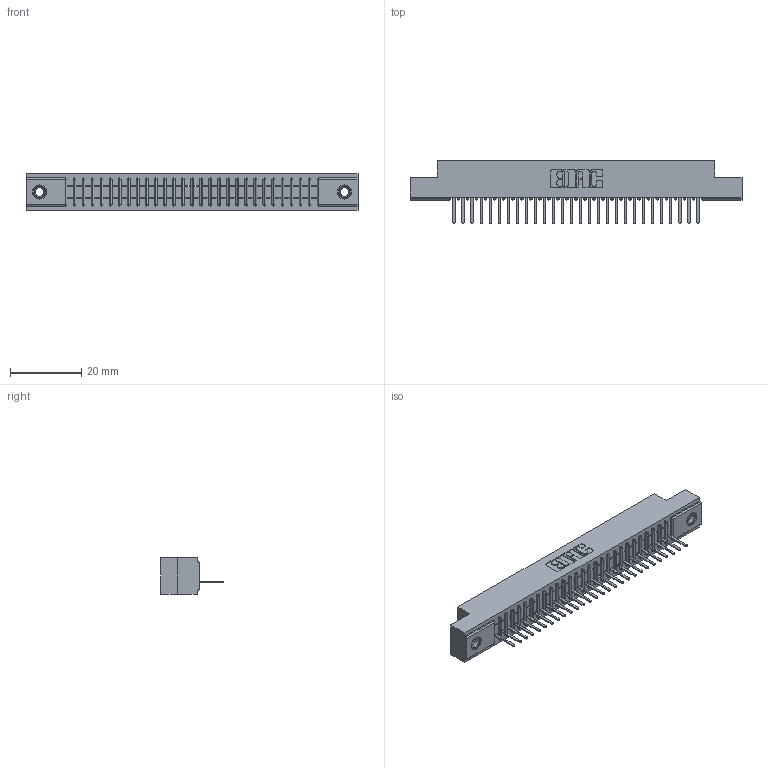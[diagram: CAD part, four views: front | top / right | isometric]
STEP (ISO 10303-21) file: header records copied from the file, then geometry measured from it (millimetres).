
FILE_DESCRIPTION (( 'STEP AP203' ), '1' );
FILE_NAME ('391-028-521-107.STEP', '2018-08-08T20:51:08', ( '' ), ( '' ), 'SwSTEP 2.0', 'SolidWorks 2016', '' );
FILE_SCHEMA (( 'CONFIG_CONTROL_DESIGN' ));
Length unit declared in the file: inch
Products named in the file (4): 341-292-001_341-292-121; 345-250-001_345-250-005-103; 391-028-521-107; 341 Part_.156 (3.96) Dia Mounting Holes
Assembly tree (31 placements, depth 2):
  391-028-521-107
    341 Part_.156 (3.96) Dia Mounting Holes
    341-292-001_341-292-121  x28
    345-250-001_345-250-005-103  x2
Bounding box: 93.34 x 17.7 x 10.16 mm (x, y, z)
Volume: 6688 mm3; surface area: 10194.4 mm2
Topology: 31 solids, 31 shells, 2472 faces, 7088 edges, 4546 vertices
Faces by surface type: plane 1528, cylinder 816, sphere 58, torus 58, cone 12
Entity records: 36040 total; most frequent: CARTESIAN_POINT 6095, ORIENTED_EDGE 6076, DIRECTION 5906, EDGE_CURVE 3038, VECTOR 2436, LINE 2436, VERTEX_POINT 1924, AXIS2_PLACEMENT_3D 1735
